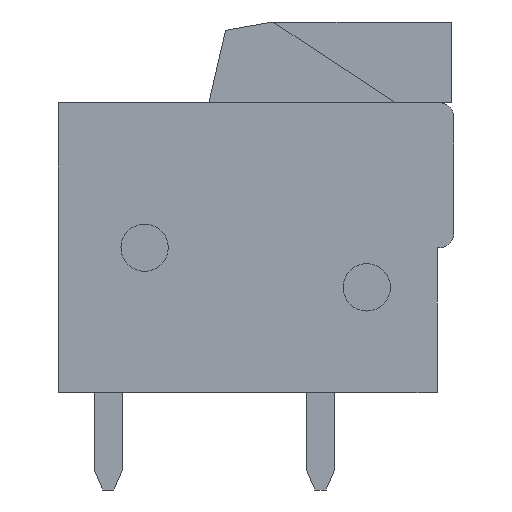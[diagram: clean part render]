
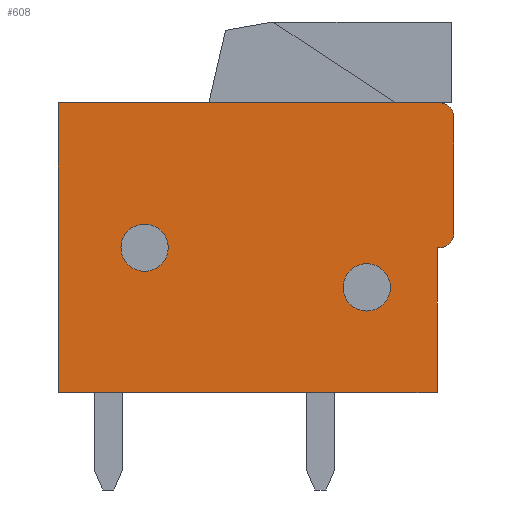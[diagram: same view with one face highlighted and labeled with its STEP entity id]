
A CAD part, left-side view. The second image highlights one B-rep face of the part: STEP entity #608.
In plain terms, the highlighted planar face has unit normal (-1, 0, 0).
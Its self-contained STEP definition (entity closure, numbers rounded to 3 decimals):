
#608 = ADVANCED_FACE( '', ( #1178, #1179, #1180 ), #1181, .T. );
#1178 = FACE_BOUND( '', #1816, .T. );
#1179 = FACE_OUTER_BOUND( '', #1817, .T. );
#1180 = FACE_BOUND( '', #1818, .T. );
#1181 = PLANE( '', #1819 );
#1816 = EDGE_LOOP( '', ( #2667 ) );
#1817 = EDGE_LOOP( '', ( #2668, #2669, #2670, #2671, #2672, #2673, #2674, #2675 ) );
#1818 = EDGE_LOOP( '', ( #2676 ) );
#1819 = AXIS2_PLACEMENT_3D( '', #2677, #2678, #2679 );
#2667 = ORIENTED_EDGE( '', *, *, #4281, .T. );
#2668 = ORIENTED_EDGE( '', *, *, #4324, .T. );
#2669 = ORIENTED_EDGE( '', *, *, #4325, .T. );
#2670 = ORIENTED_EDGE( '', *, *, #4326, .T. );
#2671 = ORIENTED_EDGE( '', *, *, #4294, .T. );
#2672 = ORIENTED_EDGE( '', *, *, #4327, .T. );
#2673 = ORIENTED_EDGE( '', *, *, #4328, .T. );
#2674 = ORIENTED_EDGE( '', *, *, #4329, .T. );
#2675 = ORIENTED_EDGE( '', *, *, #4330, .T. );
#2676 = ORIENTED_EDGE( '', *, *, #4157, .T. );
#2677 = CARTESIAN_POINT( '', ( -2.5, 0., 0. ) );
#2678 = DIRECTION( '', ( -1., 0., 0. ) );
#2679 = DIRECTION( '', ( 0., 0., 1. ) );
#4157 = EDGE_CURVE( '', #4908, #4908, #4909, .T. );
#4281 = EDGE_CURVE( '', #5124, #5124, #5125, .T. );
#4294 = EDGE_CURVE( '', #5147, #5145, #5148, .T. );
#4324 = EDGE_CURVE( '', #5193, #5194, #5195, .T. );
#4325 = EDGE_CURVE( '', #5194, #5196, #5197, .T. );
#4326 = EDGE_CURVE( '', #5196, #5147, #5198, .T. );
#4327 = EDGE_CURVE( '', #5145, #5199, #5200, .T. );
#4328 = EDGE_CURVE( '', #5199, #5201, #5202, .T. );
#4329 = EDGE_CURVE( '', #5201, #5203, #5204, .T. );
#4330 = EDGE_CURVE( '', #5203, #5193, #5205, .T. );
#4908 = VERTEX_POINT( '', #5988 );
#4909 = CIRCLE( '', #5989, 0.85 );
#5124 = VERTEX_POINT( '', #6294 );
#5125 = CIRCLE( '', #6295, 0.85 );
#5145 = VERTEX_POINT( '', #6320 );
#5147 = VERTEX_POINT( '', #6323 );
#5148 = CIRCLE( '', #6324, 0.5 );
#5193 = VERTEX_POINT( '', #6391 );
#5194 = VERTEX_POINT( '', #6392 );
#5195 = LINE( '', #6393, #6394 );
#5196 = VERTEX_POINT( '', #6395 );
#5197 = CIRCLE( '', #6396, 0.5 );
#5198 = LINE( '', #6397, #6398 );
#5199 = VERTEX_POINT( '', #6399 );
#5200 = LINE( '', #6400, #6401 );
#5201 = VERTEX_POINT( '', #6402 );
#5202 = LINE( '', #6403, #6404 );
#5203 = VERTEX_POINT( '', #6405 );
#5204 = LINE( '', #6406, #6407 );
#5205 = LINE( '', #6408, #6409 );
#5988 = CARTESIAN_POINT( '', ( -2.5, -4.825, -1.425 ) );
#5989 = AXIS2_PLACEMENT_3D( '', #7380, #7381, #7382 );
#6294 = CARTESIAN_POINT( '', ( -2.5, 3.15, 0. ) );
#6295 = AXIS2_PLACEMENT_3D( '', #7509, #7510, #7511 );
#6320 = CARTESIAN_POINT( '', ( -2.5, -6.6, 5.2 ) );
#6323 = CARTESIAN_POINT( '', ( -2.5, -7.1, 4.7 ) );
#6324 = AXIS2_PLACEMENT_3D( '', #7527, #7528, #7529 );
#6391 = CARTESIAN_POINT( '', ( -2.5, -6.5, 0. ) );
#6392 = CARTESIAN_POINT( '', ( -2.5, -6.6, 0. ) );
#6393 = CARTESIAN_POINT( '', ( -2.5, -6.5, 0. ) );
#6394 = VECTOR( '', #7552, 1000. );
#6395 = CARTESIAN_POINT( '', ( -2.5, -7.1, 0.5 ) );
#6396 = AXIS2_PLACEMENT_3D( '', #7553, #7554, #7555 );
#6397 = CARTESIAN_POINT( '', ( -2.5, -7.1, 0. ) );
#6398 = VECTOR( '', #7556, 1000. );
#6399 = CARTESIAN_POINT( '', ( -2.5, 7.1, 5.2 ) );
#6400 = CARTESIAN_POINT( '', ( -2.5, -7.1, 5.2 ) );
#6401 = VECTOR( '', #7557, 1000. );
#6402 = CARTESIAN_POINT( '', ( -2.5, 7.1, -5.2 ) );
#6403 = CARTESIAN_POINT( '', ( -2.5, 7.1, 5.2 ) );
#6404 = VECTOR( '', #7558, 1000. );
#6405 = CARTESIAN_POINT( '', ( -2.5, -6.5, -5.2 ) );
#6406 = CARTESIAN_POINT( '', ( -2.5, 7.1, -5.2 ) );
#6407 = VECTOR( '', #7559, 1000. );
#6408 = CARTESIAN_POINT( '', ( -2.5, -6.5, -5.2 ) );
#6409 = VECTOR( '', #7560, 1000. );
#7380 = CARTESIAN_POINT( '', ( -2.5, -3.975, -1.425 ) );
#7381 = DIRECTION( '', ( 1., 0., 0. ) );
#7382 = DIRECTION( '', ( 0., -1., 0. ) );
#7509 = CARTESIAN_POINT( '', ( -2.5, 4., 0. ) );
#7510 = DIRECTION( '', ( 1., 0., 0. ) );
#7511 = DIRECTION( '', ( 0., -1., 0. ) );
#7527 = CARTESIAN_POINT( '', ( -2.5, -6.6, 4.7 ) );
#7528 = DIRECTION( '', ( -1., 0., 0. ) );
#7529 = DIRECTION( '', ( 0., 0., 1. ) );
#7552 = DIRECTION( '', ( 0., -1., 0. ) );
#7553 = CARTESIAN_POINT( '', ( -2.5, -6.6, 0.5 ) );
#7554 = DIRECTION( '', ( -1., 0., 0. ) );
#7555 = DIRECTION( '', ( 0., 0., 1. ) );
#7556 = DIRECTION( '', ( 0., 0., 1. ) );
#7557 = DIRECTION( '', ( 0., 1., 0. ) );
#7558 = DIRECTION( '', ( 0., 0., -1. ) );
#7559 = DIRECTION( '', ( 0., -1., 0. ) );
#7560 = DIRECTION( '', ( 0., 0., 1. ) );
